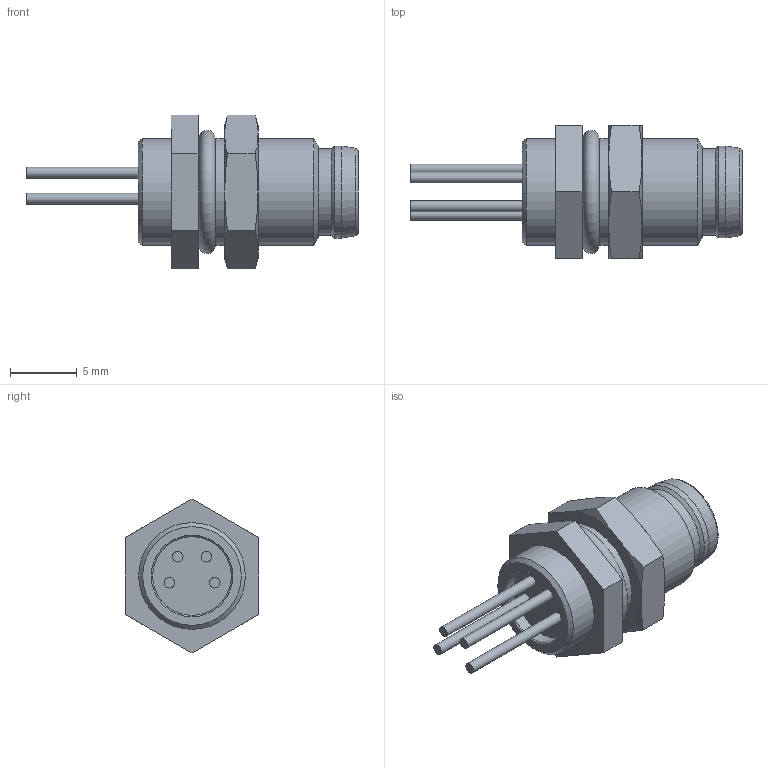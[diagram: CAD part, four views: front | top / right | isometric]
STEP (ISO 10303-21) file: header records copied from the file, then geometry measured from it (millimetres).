
FILE_DESCRIPTION(/* description */ (''),/* implementation_level */ '2;1');
FILE_NAME(/* name */ '09_3391_86_04_001_01.stp',/* time_stamp */ '2013-03-21T15:32:57+01:00',/* author */ (''),/* organization */ (''),/* preprocessor_version */ 'ST-DEVELOPER v11',/* originating_system */ 'SIEMENS UGS NX 6.0',/* authorisation */ '');
FILE_SCHEMA (('AUTOMOTIVE_DESIGN { 1 0 10303 214 1 1 1 1 }'));
Length unit declared in the file: millimetre
Products named in the file (1): kbor51600i7e
Bounding box: 24.9 x 10 x 11.55 mm (x, y, z)
Volume: 831.1 mm3; surface area: 978.2 mm2
Topology: 1 solids, 1 shells, 69 faces, 144 edges, 86 vertices
Faces by surface type: plane 27, cone 19, cylinder 15, torus 4, sphere 4
Full cylindrical faces by diameter (mm): 0.8 x4, 1 x4, 5.8 x1, 5.9 x1, 6.5 x1, 6.9 x1, 8 x3
Entity records: 1626 total; most frequent: CARTESIAN_POINT 330, DIRECTION 272, ORIENTED_EDGE 204, AXIS2_PLACEMENT_3D 124, EDGE_LOOP 112, EDGE_CURVE 102, FACE_BOUND 80, VERTEX_POINT 78
